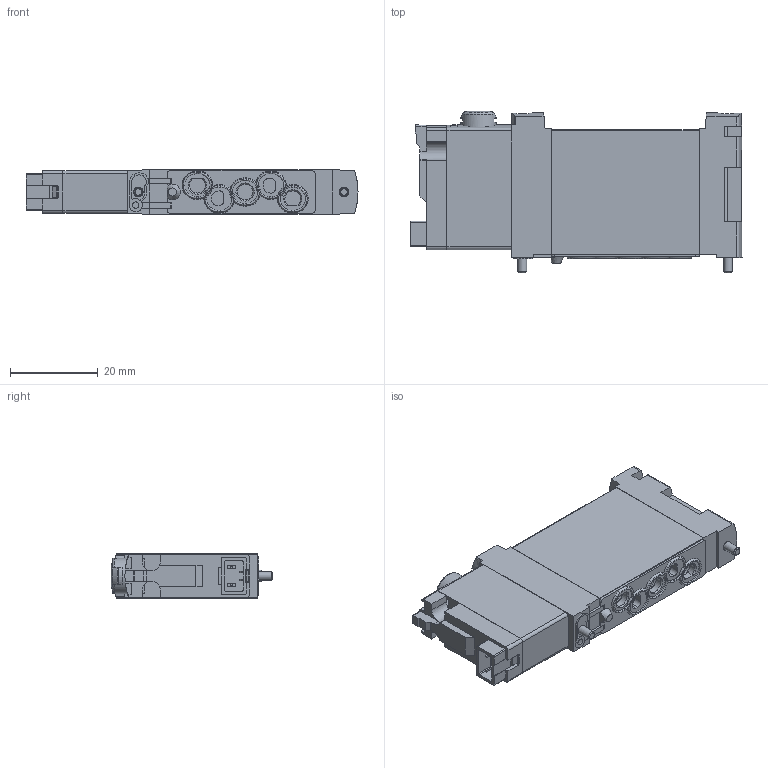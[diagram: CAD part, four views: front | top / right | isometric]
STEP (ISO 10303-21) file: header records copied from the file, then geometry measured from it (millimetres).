
FILE_DESCRIPTION(/* description */ ('STEP AP214'),/* implementation_level */ '2;1');
FILE_NAME(/* name */ '8042555_VUVG-BK10-M52-AT-F-1H2L-S',/* time_stamp */ '2024-09-17T13:44:46+02:00',/* author */ ('License CC BY-ND 4.0'),/* organization */ ('CADENAS'),/* preprocessor_version */ 'ST-DEVELOPER v19.3',/* originating_system */ 'PARTsolutions',/* authorisation */ ' ');
FILE_SCHEMA (('AUTOMOTIVE_DESIGN {1 0 10303 214 3 1 1}'));
Length unit declared in the file: millimetre
Products named in the file (5): 8042555 VUVG-BK10-M52-AT-F-1H2L-S; 564212 VUVG-BK10-M52-A-T-F--1H2--L-----(G); 8157009 M2X34-10.9; 3713466 VUVG-BK10---(DR); 3779382 VUVG-LK-IP40
Assembly tree (5 placements, depth 2):
  8042555 VUVG-BK10-M52-AT-F-1H2L-S
    564212 VUVG-BK10-M52-A-T-F--1H2--L-----(G)
    8157009 M2X34-10.9  x2
    3713466 VUVG-BK10---(DR)
    3779382 VUVG-LK-IP40
Bounding box: 75.85 x 36.97 x 10.25 mm (x, y, z)
Volume: 20441.8 mm3; surface area: 9954.4 mm2
Topology: 5 solids, 5 shells, 635 faces, 1701 edges, 1098 vertices
Faces by surface type: plane 367, cylinder 150, torus 60, cone 53, sphere 5
Full cylindrical faces by diameter (mm): 1.5 x1, 1.69 x2, 2 x2, 2.5 x1, 3.6 x1, 3.8 x1, 3.9 x1, 5 x10, 8.1 x1
Entity records: 19131 total; most frequent: CARTESIAN_POINT 3708, DIRECTION 3194, ORIENTED_EDGE 3172, EDGE_CURVE 1586, AXIS2_PLACEMENT_3D 1128, VERTEX_POINT 1050, LINE 938, VECTOR 938
